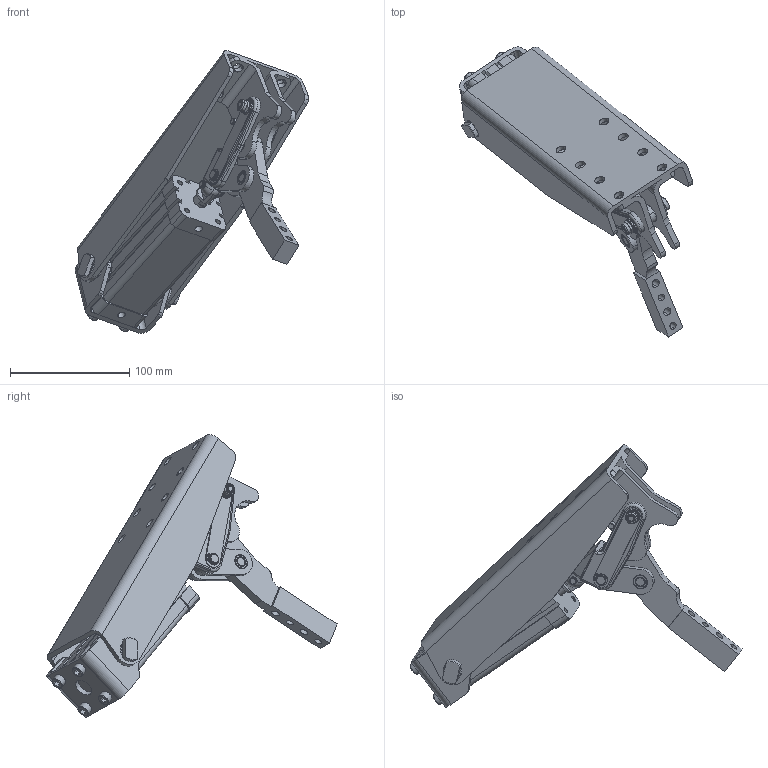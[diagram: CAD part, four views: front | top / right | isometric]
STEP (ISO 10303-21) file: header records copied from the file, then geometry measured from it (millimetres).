
FILE_DESCRIPTION((''),'2;1');
FILE_NAME('763.LH-opened.stp','2005-09-28T12:35:46',('CAD'),(''),'Autodesk Inventor 8','Autodesk Inventor 8','');
FILE_SCHEMA(('AUTOMOTIVE_DESIGN { 1 0 10303 214 1 1 1 1 }'));
Length unit declared in the file: millimetre
Products named in the file (1): Part4
Bounding box: 195.99 x 243.46 x 237.07 mm (x, y, z)
Volume: 540639.2 mm3; surface area: 170726.3 mm2
Topology: 1 solids, 23 shells, 2772 faces, 7770 edges, 5032 vertices
Faces by surface type: plane 1615, cylinder 712, bspline 239, cone 176, torus 20, sphere 10
Entity records: 91669 total; most frequent: CARTESIAN_POINT 23734, ORIENTED_EDGE 15488, DIRECTION 13653, EDGE_CURVE 7744, VERTEX_POINT 5032, AXIS2_PLACEMENT_3D 5026, VECTOR 3601, LINE 3601
